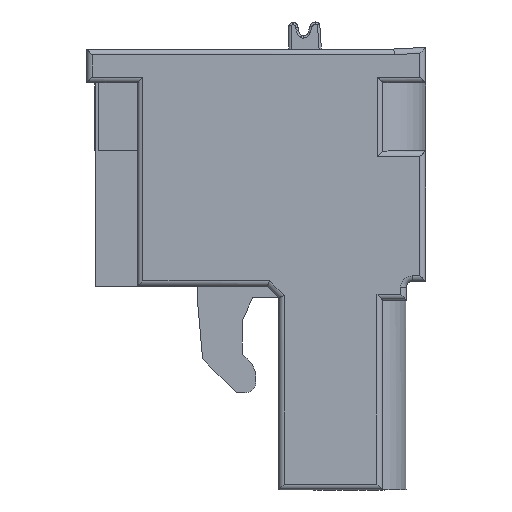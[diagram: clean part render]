
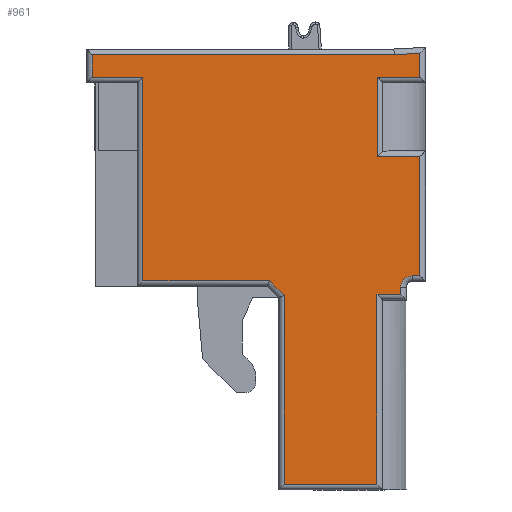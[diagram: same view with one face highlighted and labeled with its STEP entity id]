
A CAD part, left-side view. The second image highlights one B-rep face of the part: STEP entity #961.
In plain terms, the highlighted planar face has unit normal (-1, 0, 0).
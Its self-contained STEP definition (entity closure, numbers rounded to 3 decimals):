
#48 = DIRECTION ( 'NONE',  ( 0., -1., 0. ) ) ;
#109 = CARTESIAN_POINT ( 'NONE',  ( 25., 2.15, -17.75 ) ) ;
#152 = VERTEX_POINT ( 'NONE', #10319 ) ;
#168 = EDGE_CURVE ( 'NONE', #19301, #325, #12867, .T. ) ;
#202 = ORIENTED_EDGE ( 'NONE', *, *, #8489, .T. ) ;
#325 = VERTEX_POINT ( 'NONE', #12679 ) ;
#377 = ORIENTED_EDGE ( 'NONE', *, *, #17590, .T. ) ;
#525 = DIRECTION ( 'NONE',  ( 0., 0., 1. ) ) ;
#722 = CARTESIAN_POINT ( 'NONE',  ( 25., 14.75, 0. ) ) ;
#961 = ADVANCED_FACE ( 'NONE', ( #20482 ), #2476, .F. ) ;
#1303 = DIRECTION ( 'NONE',  ( 0., 0., -1. ) ) ;
#1557 = DIRECTION ( 'NONE',  ( 0., 0., 1. ) ) ;
#2402 = DIRECTION ( 'NONE',  ( 0., 0., -1. ) ) ;
#2410 = ORIENTED_EDGE ( 'NONE', *, *, #20615, .T. ) ;
#2425 = CARTESIAN_POINT ( 'NONE',  ( 25., 0., 0.25 ) ) ;
#2450 = DIRECTION ( 'NONE',  ( 0., -1., 0. ) ) ;
#2455 = VECTOR ( 'NONE', #21182, 1000. ) ;
#2476 = PLANE ( 'NONE',  #8422 ) ;
#2906 = DIRECTION ( 'NONE',  ( 0., 1., 0. ) ) ;
#2946 = CARTESIAN_POINT ( 'NONE',  ( 25., 0., -17.75 ) ) ;
#2998 = VERTEX_POINT ( 'NONE', #16749 ) ;
#3021 = LINE ( 'NONE', #13688, #2455 ) ;
#3064 = CARTESIAN_POINT ( 'NONE',  ( 25., 0.25, 0.25 ) ) ;
#3112 = CARTESIAN_POINT ( 'NONE',  ( 25., 0., 1.25 ) ) ;
#3113 = EDGE_CURVE ( 'NONE', #18365, #10504, #19556, .T. ) ;
#3391 = ORIENTED_EDGE ( 'NONE', *, *, #8761, .T. ) ;
#3458 = VERTEX_POINT ( 'NONE', #3064 ) ;
#3688 = CARTESIAN_POINT ( 'NONE',  ( 25., 0.25, -3.25 ) ) ;
#3740 = ORIENTED_EDGE ( 'NONE', *, *, #14623, .T. ) ;
#4182 = LINE ( 'NONE', #13607, #13680 ) ;
#4519 = LINE ( 'NONE', #5776, #8350 ) ;
#4547 = LINE ( 'NONE', #10028, #19037 ) ;
#4691 = VECTOR ( 'NONE', #1303, 1000. ) ;
#4847 = DIRECTION ( 'NONE',  ( 0., -1., 0. ) ) ;
#5481 = CARTESIAN_POINT ( 'NONE',  ( 25., 12.504, 0.25 ) ) ;
#5502 = EDGE_CURVE ( 'NONE', #5977, #13510, #4547, .T. ) ;
#5776 = CARTESIAN_POINT ( 'NONE',  ( 25., 0., 0.25 ) ) ;
#5977 = VERTEX_POINT ( 'NONE', #21479 ) ;
#6175 = CARTESIAN_POINT ( 'NONE',  ( 25., 6.25, -9.396 ) ) ;
#6269 = CARTESIAN_POINT ( 'NONE',  ( 25., 1.393, 1.25 ) ) ;
#6432 = CARTESIAN_POINT ( 'NONE',  ( 25., 0., 0. ) ) ;
#6611 = VERTEX_POINT ( 'NONE', #23520 ) ;
#6802 = CARTESIAN_POINT ( 'NONE',  ( 25., 12.504, -8.75 ) ) ;
#6961 = VERTEX_POINT ( 'NONE', #22888 ) ;
#7157 = VECTOR ( 'NONE', #2450, 1000. ) ;
#7370 = EDGE_CURVE ( 'NONE', #14141, #2998, #22633, .T. ) ;
#7399 = LINE ( 'NONE', #23176, #16881 ) ;
#7407 = CARTESIAN_POINT ( 'NONE',  ( 25., 6.25, -17.75 ) ) ;
#7548 = VECTOR ( 'NONE', #1557, 1000. ) ;
#7601 = EDGE_CURVE ( 'NONE', #152, #6611, #11159, .T. ) ;
#7797 = VECTOR ( 'NONE', #2906, 1000. ) ;
#7805 = ORIENTED_EDGE ( 'NONE', *, *, #9837, .T. ) ;
#8039 = CARTESIAN_POINT ( 'NONE',  ( 25., 2.15, -9.35 ) ) ;
#8350 = VECTOR ( 'NONE', #20955, 1000. ) ;
#8422 = AXIS2_PLACEMENT_3D ( 'NONE', #6432, #13919, #2402 ) ;
#8489 = EDGE_CURVE ( 'NONE', #17082, #24572, #13747, .T. ) ;
#8526 = ORIENTED_EDGE ( 'NONE', *, *, #11647, .T. ) ;
#8677 = ORIENTED_EDGE ( 'NONE', *, *, #22400, .T. ) ;
#8761 = EDGE_CURVE ( 'NONE', #325, #6961, #24398, .T. ) ;
#8990 = CARTESIAN_POINT ( 'NONE',  ( 25., 0.6, -9.03 ) ) ;
#9079 = CARTESIAN_POINT ( 'NONE',  ( 25., 0., -9.35 ) ) ;
#9497 = LINE ( 'NONE', #14037, #18939 ) ;
#9505 = VECTOR ( 'NONE', #48, 1000. ) ;
#9537 = VERTEX_POINT ( 'NONE', #5481 ) ;
#9707 = DIRECTION ( 'NONE',  ( 0., -0.707, -0.707 ) ) ;
#9837 = EDGE_CURVE ( 'NONE', #24572, #10954, #9497, .T. ) ;
#10028 = CARTESIAN_POINT ( 'NONE',  ( 25., 1.386, 1.25 ) ) ;
#10161 = EDGE_CURVE ( 'NONE', #10504, #19301, #3021, .T. ) ;
#10319 = CARTESIAN_POINT ( 'NONE',  ( 25., 14.75, 1.25 ) ) ;
#10415 = LINE ( 'NONE', #9079, #14827 ) ;
#10504 = VERTEX_POINT ( 'NONE', #20602 ) ;
#10778 = LINE ( 'NONE', #2946, #20220 ) ;
#10906 = DIRECTION ( 'NONE',  ( 0., 0., -1. ) ) ;
#10954 = VERTEX_POINT ( 'NONE', #7407 ) ;
#10975 = ORIENTED_EDGE ( 'NONE', *, *, #16553, .T. ) ;
#11159 = LINE ( 'NONE', #722, #21192 ) ;
#11640 = LINE ( 'NONE', #13796, #7157 ) ;
#11647 = EDGE_CURVE ( 'NONE', #14497, #11699, #7399, .T. ) ;
#11656 = AXIS2_PLACEMENT_3D ( 'NONE', #8990, #22198, #10906 ) ;
#11685 = ORIENTED_EDGE ( 'NONE', *, *, #7370, .T. ) ;
#11699 = VERTEX_POINT ( 'NONE', #8039 ) ;
#12055 = CARTESIAN_POINT ( 'NONE',  ( 25., 1.1, -9.35 ) ) ;
#12068 = DIRECTION ( 'NONE',  ( 0., 0., -1. ) ) ;
#12679 = CARTESIAN_POINT ( 'NONE',  ( 25., 2.121, -3.25 ) ) ;
#12867 = LINE ( 'NONE', #13786, #7797 ) ;
#13510 = VERTEX_POINT ( 'NONE', #6269 ) ;
#13607 = CARTESIAN_POINT ( 'NONE',  ( 25., 0.25, 0. ) ) ;
#13680 = VECTOR ( 'NONE', #15496, 1000. ) ;
#13688 = CARTESIAN_POINT ( 'NONE',  ( 25., 0.25, 0. ) ) ;
#13747 = LINE ( 'NONE', #19104, #18157 ) ;
#13771 = DIRECTION ( 'NONE',  ( 0., -1., 0. ) ) ;
#13786 = CARTESIAN_POINT ( 'NONE',  ( 25., 1.9, -3.25 ) ) ;
#13796 = CARTESIAN_POINT ( 'NONE',  ( 25., 0., -8.75 ) ) ;
#13919 = DIRECTION ( 'NONE',  ( 1., 0., 0. ) ) ;
#13967 = ORIENTED_EDGE ( 'NONE', *, *, #7601, .T. ) ;
#14037 = CARTESIAN_POINT ( 'NONE',  ( 25., 6.25, 0. ) ) ;
#14141 = VERTEX_POINT ( 'NONE', #12055 ) ;
#14312 = VECTOR ( 'NONE', #23672, 1000. ) ;
#14485 = DIRECTION ( 'NONE',  ( 0., 1., 0. ) ) ;
#14497 = VERTEX_POINT ( 'NONE', #109 ) ;
#14504 = EDGE_CURVE ( 'NONE', #6961, #3458, #4519, .T. ) ;
#14516 = CARTESIAN_POINT ( 'NONE',  ( 25., 6.896, -8.75 ) ) ;
#14623 = EDGE_CURVE ( 'NONE', #6611, #9537, #18120, .T. ) ;
#14721 = ORIENTED_EDGE ( 'NONE', *, *, #21482, .T. ) ;
#14797 = CARTESIAN_POINT ( 'NONE',  ( 25., 1.1, 0. ) ) ;
#14827 = VECTOR ( 'NONE', #22278, 1000. ) ;
#15496 = DIRECTION ( 'NONE',  ( 0., 0., 1. ) ) ;
#15872 = VECTOR ( 'NONE', #14485, 1000. ) ;
#16095 = DIRECTION ( 'NONE',  ( 0., 0., -1. ) ) ;
#16194 = ORIENTED_EDGE ( 'NONE', *, *, #5502, .T. ) ;
#16553 = EDGE_CURVE ( 'NONE', #9537, #21212, #24255, .T. ) ;
#16749 = CARTESIAN_POINT ( 'NONE',  ( 25., 1.1, -9.03 ) ) ;
#16881 = VECTOR ( 'NONE', #525, 1000. ) ;
#17082 = VERTEX_POINT ( 'NONE', #14516 ) ;
#17147 = EDGE_LOOP ( 'NONE', ( #7805, #2410, #8526, #8677, #11685, #17666, #20738, #17947, #22919, #3391, #21601, #14721, #16194, #377, #13967, #3740, #10975, #24417, #202 ) ) ;
#17590 = EDGE_CURVE ( 'NONE', #13510, #152, #21477, .T. ) ;
#17666 = ORIENTED_EDGE ( 'NONE', *, *, #18167, .F. ) ;
#17947 = ORIENTED_EDGE ( 'NONE', *, *, #10161, .T. ) ;
#17955 = CARTESIAN_POINT ( 'NONE',  ( 25., 2.121, 0. ) ) ;
#18120 = LINE ( 'NONE', #2425, #23154 ) ;
#18157 = VECTOR ( 'NONE', #9707, 1000. ) ;
#18167 = EDGE_CURVE ( 'NONE', #18365, #2998, #23493, .T. ) ;
#18365 = VERTEX_POINT ( 'NONE', #24564 ) ;
#18939 = VECTOR ( 'NONE', #16095, 1000. ) ;
#19037 = VECTOR ( 'NONE', #23229, 1000. ) ;
#19104 = CARTESIAN_POINT ( 'NONE',  ( 25., 7.823, -7.823 ) ) ;
#19301 = VERTEX_POINT ( 'NONE', #3688 ) ;
#19556 = LINE ( 'NONE', #20818, #9505 ) ;
#20220 = VECTOR ( 'NONE', #4847, 1000. ) ;
#20323 = CARTESIAN_POINT ( 'NONE',  ( 25., 12.504, 0. ) ) ;
#20482 = FACE_OUTER_BOUND ( 'NONE', #17147, .T. ) ;
#20602 = CARTESIAN_POINT ( 'NONE',  ( 25., 0.25, -8.53 ) ) ;
#20615 = EDGE_CURVE ( 'NONE', #10954, #14497, #10778, .T. ) ;
#20738 = ORIENTED_EDGE ( 'NONE', *, *, #3113, .T. ) ;
#20818 = CARTESIAN_POINT ( 'NONE',  ( 25., 0., -8.53 ) ) ;
#20955 = DIRECTION ( 'NONE',  ( 0., -1., 0. ) ) ;
#21001 = EDGE_CURVE ( 'NONE', #21212, #17082, #11640, .T. ) ;
#21182 = DIRECTION ( 'NONE',  ( 0., 0., 1. ) ) ;
#21192 = VECTOR ( 'NONE', #12068, 1000. ) ;
#21212 = VERTEX_POINT ( 'NONE', #6802 ) ;
#21477 = LINE ( 'NONE', #3112, #15872 ) ;
#21479 = CARTESIAN_POINT ( 'NONE',  ( 25., 0.25, 1.314 ) ) ;
#21482 = EDGE_CURVE ( 'NONE', #3458, #5977, #4182, .T. ) ;
#21601 = ORIENTED_EDGE ( 'NONE', *, *, #14504, .T. ) ;
#22198 = DIRECTION ( 'NONE',  ( -1., 0., 0. ) ) ;
#22278 = DIRECTION ( 'NONE',  ( 0., -1., 0. ) ) ;
#22400 = EDGE_CURVE ( 'NONE', #11699, #14141, #10415, .T. ) ;
#22633 = LINE ( 'NONE', #14797, #7548 ) ;
#22888 = CARTESIAN_POINT ( 'NONE',  ( 25., 2.121, 0.25 ) ) ;
#22919 = ORIENTED_EDGE ( 'NONE', *, *, #168, .T. ) ;
#23154 = VECTOR ( 'NONE', #13771, 1000. ) ;
#23176 = CARTESIAN_POINT ( 'NONE',  ( 25., 2.15, 0. ) ) ;
#23229 = DIRECTION ( 'NONE',  ( 0., 0.998, -0.056 ) ) ;
#23493 = CIRCLE ( 'NONE', #11656, 0.5 ) ;
#23520 = CARTESIAN_POINT ( 'NONE',  ( 25., 14.75, 0.25 ) ) ;
#23672 = DIRECTION ( 'NONE',  ( 0., 0., 1. ) ) ;
#24255 = LINE ( 'NONE', #20323, #4691 ) ;
#24398 = LINE ( 'NONE', #17955, #14312 ) ;
#24417 = ORIENTED_EDGE ( 'NONE', *, *, #21001, .T. ) ;
#24564 = CARTESIAN_POINT ( 'NONE',  ( 25., 0.6, -8.53 ) ) ;
#24572 = VERTEX_POINT ( 'NONE', #6175 ) ;
